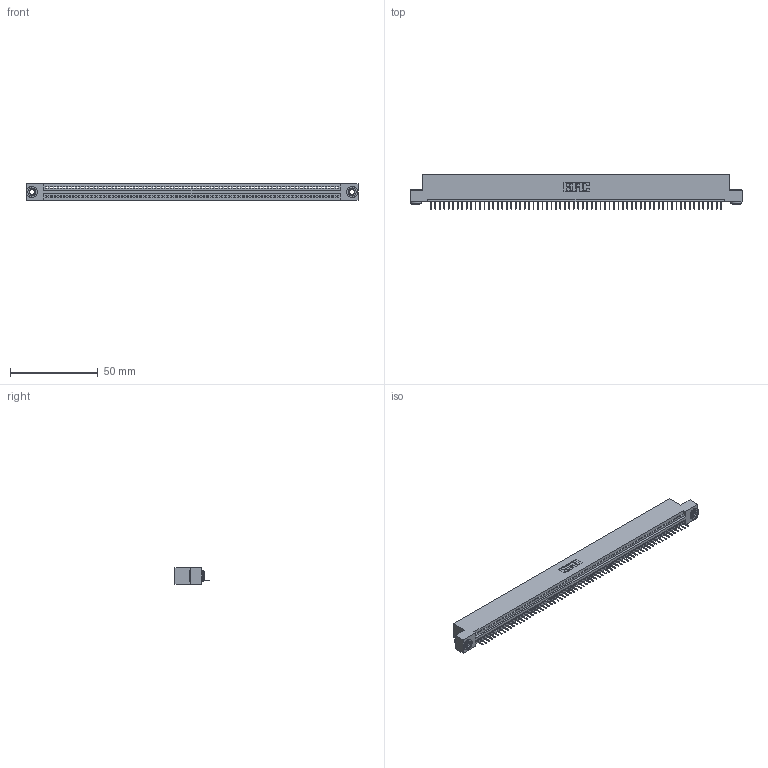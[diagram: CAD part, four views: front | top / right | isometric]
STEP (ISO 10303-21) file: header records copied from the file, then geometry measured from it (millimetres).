
FILE_DESCRIPTION (( 'STEP AP203' ), '1' );
FILE_NAME ('395-066-524-103.STEP', '2018-11-25T02:14:01', ( '' ), ( '' ), 'SwSTEP 2.0', 'SolidWorks 2016', '' );
FILE_SCHEMA (( 'CONFIG_CONTROL_DESIGN' ));
Length unit declared in the file: inch
Products named in the file (4): 345-292-001_345-293-124; 345-250-002_345-250-002-102; 395-066-524-103; 345 Part_Flush Mounting Lugs - 0.156 Dia-TH
Assembly tree (69 placements, depth 2):
  395-066-524-103
    345 Part_Flush Mounting Lugs - 0.156 Dia-TH
    345-292-001_345-293-124  x66
    345-250-002_345-250-002-102  x2
Bounding box: 188.85 x 19.35 x 9.4 mm (x, y, z)
Volume: 17892.3 mm3; surface area: 23484.4 mm2
Topology: 69 solids, 69 shells, 4256 faces, 12297 edges, 7930 vertices
Faces by surface type: plane 3126, cylinder 1122, cone 8
Entity records: 47166 total; most frequent: CARTESIAN_POINT 8145, ORIENTED_EDGE 8138, DIRECTION 7111, EDGE_CURVE 4069, LINE 3653, VECTOR 3653, VERTEX_POINT 2706, AXIS2_PLACEMENT_3D 1729
